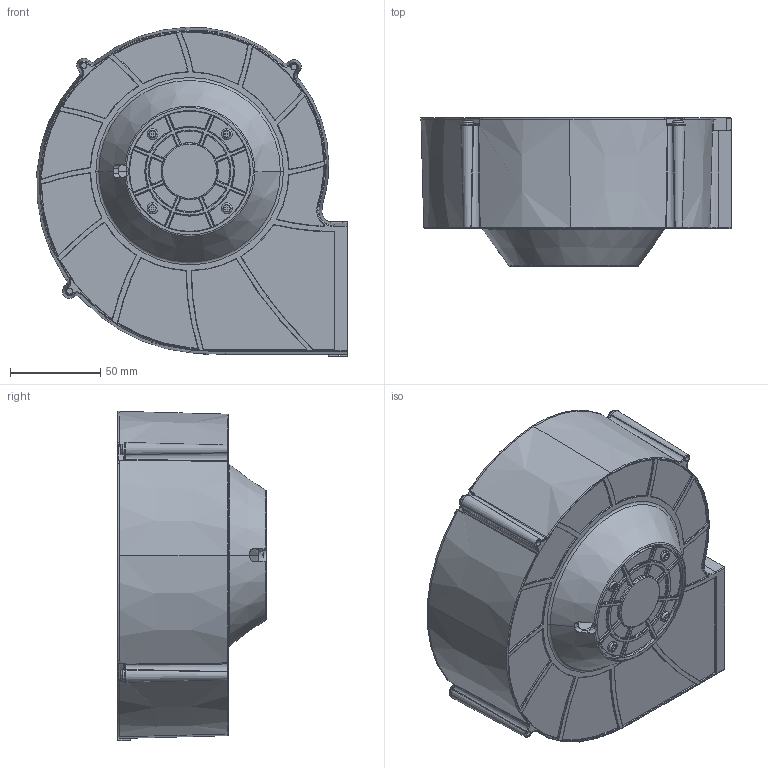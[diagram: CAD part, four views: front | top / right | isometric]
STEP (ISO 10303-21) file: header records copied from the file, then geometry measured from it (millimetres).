
FILE_DESCRIPTION (( 'STEP AP203' ), '1' );
FILE_NAME ('ODB182_m4_whole.stp', '2022-09-28T13:42:58', ( '' ), ( '' ), 'SwSTEP 2.0', 'SolidWorks 2018', '' );
FILE_SCHEMA (( 'CONFIG_CONTROL_DESIGN' ));
Length unit declared in the file: millimetre
Products named in the file (1): ODB182_m4_whole
Bounding box: 171.39 x 82 x 182.01 mm (x, y, z)
Volume: 159237.6 mm3; surface area: 255478.9 mm2
Topology: 12 solids, 12 shells, 2920 faces, 7888 edges, 5001 vertices
Faces by surface type: cylinder 1349, plane 858, torus 313, cone 226, sphere 148, bspline 26
Entity records: 104259 total; most frequent: CARTESIAN_POINT 31763, ORIENTED_EDGE 15708, DIRECTION 15131, EDGE_CURVE 7854, AXIS2_PLACEMENT_3D 6333, VERTEX_POINT 4993, CIRCLE 3438, EDGE_LOOP 3135
